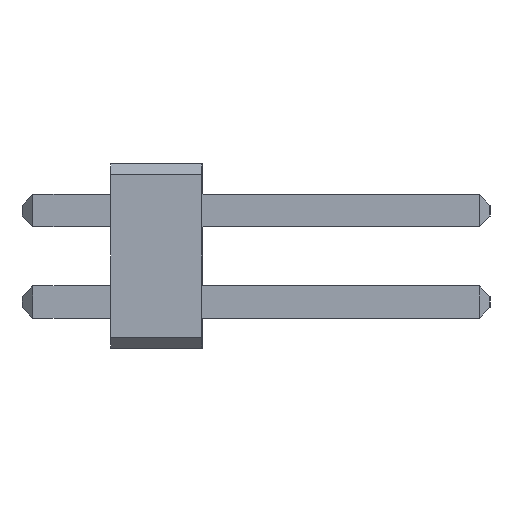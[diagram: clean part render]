
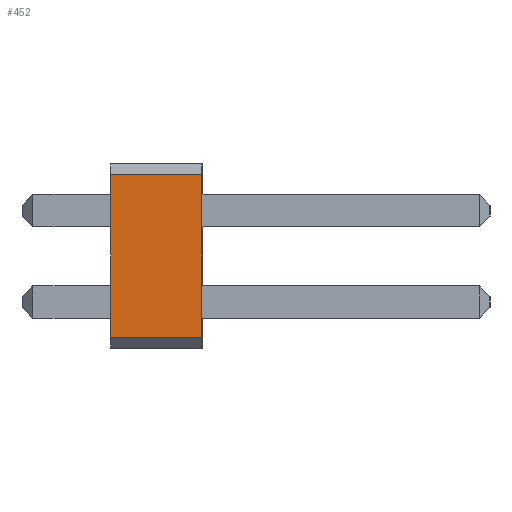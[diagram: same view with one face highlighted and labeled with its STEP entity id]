
A CAD part, left-side view. The second image highlights one B-rep face of the part: STEP entity #452.
In plain terms, the highlighted planar face has unit normal (-1, 0, 0).
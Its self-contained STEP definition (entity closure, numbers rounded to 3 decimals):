
#134 = VERTEX_POINT('',#135);
#135 = CARTESIAN_POINT('',(-1.26,2.54,3.54));
#141 = EDGE_CURVE('',#134,#142,#144,.T.);
#142 = VERTEX_POINT('',#143);
#143 = CARTESIAN_POINT('',(-1.26,2.54,-0.98));
#144 = LINE('',#145,#146);
#145 = CARTESIAN_POINT('',(-1.26,2.54,3.84));
#146 = VECTOR('',#147,1.);
#147 = DIRECTION('',(0.,0.,-1.));
#411 = VERTEX_POINT('',#412);
#412 = CARTESIAN_POINT('',(-1.26,0.,3.54));
#418 = EDGE_CURVE('',#134,#411,#419,.T.);
#419 = LINE('',#420,#421);
#420 = CARTESIAN_POINT('',(-1.26,2.54,3.54));
#421 = VECTOR('',#422,1.);
#422 = DIRECTION('',(0.,-1.,0.));
#452 = ADVANCED_FACE('',(#453),#471,.F.);
#453 = FACE_BOUND('',#454,.F.);
#454 = EDGE_LOOP('',(#455,#456,#457,#465));
#455 = ORIENTED_EDGE('',*,*,#141,.F.);
#456 = ORIENTED_EDGE('',*,*,#418,.T.);
#457 = ORIENTED_EDGE('',*,*,#458,.T.);
#458 = EDGE_CURVE('',#411,#459,#461,.T.);
#459 = VERTEX_POINT('',#460);
#460 = CARTESIAN_POINT('',(-1.26,0.,-0.98));
#461 = LINE('',#462,#463);
#462 = CARTESIAN_POINT('',(-1.26,0.,3.84));
#463 = VECTOR('',#464,1.);
#464 = DIRECTION('',(0.,0.,-1.));
#465 = ORIENTED_EDGE('',*,*,#466,.F.);
#466 = EDGE_CURVE('',#142,#459,#467,.T.);
#467 = LINE('',#468,#469);
#468 = CARTESIAN_POINT('',(-1.26,2.54,-0.98));
#469 = VECTOR('',#470,1.);
#470 = DIRECTION('',(0.,-1.,0.));
#471 = PLANE('',#472);
#472 = AXIS2_PLACEMENT_3D('',#473,#474,#475);
#473 = CARTESIAN_POINT('',(-1.26,2.54,3.84));
#474 = DIRECTION('',(1.,0.,0.));
#475 = DIRECTION('',(0.,0.,-1.));
